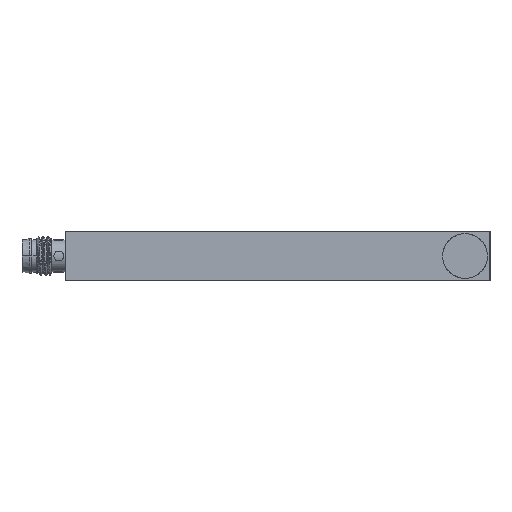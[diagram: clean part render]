
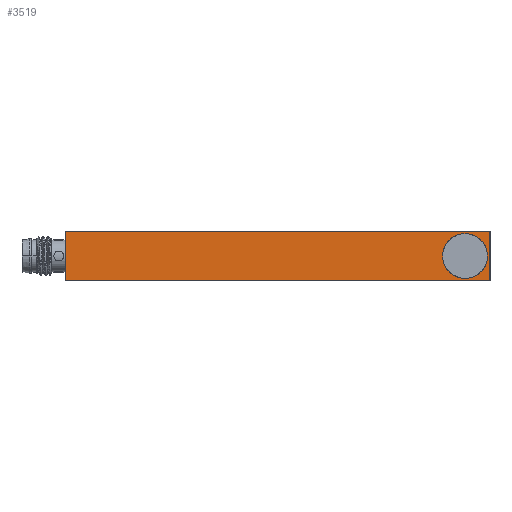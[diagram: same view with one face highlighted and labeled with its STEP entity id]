
A CAD part, left-side view. The second image highlights one B-rep face of the part: STEP entity #3519.
In plain terms, the highlighted planar face has unit normal (-1, 0, 0).
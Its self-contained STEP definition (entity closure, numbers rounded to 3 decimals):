
#3482 = ORIENTED_EDGE ( 'NONE', *, *, #3496, .T. ) ;
#3494 = ORIENTED_EDGE ( 'NONE', *, *, #3522, .F. ) ;
#3496 = EDGE_CURVE ( 'NONE', #3524, #3521, #5283, .T. ) ;
#3497 = VERTEX_POINT ( 'NONE', #5103 ) ;
#3500 = ORIENTED_EDGE ( 'NONE', *, *, #3547, .F. ) ;
#3506 = ORIENTED_EDGE ( 'NONE', *, *, #3549, .T. ) ;
#3507 = EDGE_LOOP ( 'NONE', ( #3506, #3500, #3494, #3482 ) ) ;
#3515 = ORIENTED_EDGE ( 'NONE', *, *, #3526, .F. ) ;
#3519 = ADVANCED_FACE ( 'NONE', ( #5140, #5154 ), #5232, .F. ) ;
#3521 = VERTEX_POINT ( 'NONE', #5074 ) ;
#3522 = EDGE_CURVE ( 'NONE', #3524, #3551, #5323, .T. ) ;
#3523 = ORIENTED_EDGE ( 'NONE', *, *, #3525, .F. ) ;
#3524 = VERTEX_POINT ( 'NONE', #5481 ) ;
#3525 = EDGE_CURVE ( 'NONE', #3543, #3497, #5413, .T. ) ;
#3526 = EDGE_CURVE ( 'NONE', #3497, #3543, #5324, .T. ) ;
#3543 = VERTEX_POINT ( 'NONE', #5332 ) ;
#3547 = EDGE_CURVE ( 'NONE', #3551, #3612, #5466, .T. ) ;
#3549 = EDGE_CURVE ( 'NONE', #3521, #3612, #5435, .T. ) ;
#3551 = VERTEX_POINT ( 'NONE', #5464 ) ;
#3558 = EDGE_LOOP ( 'NONE', ( #3515, #3523 ) ) ;
#3612 = VERTEX_POINT ( 'NONE', #5364 ) ;
#5074 = CARTESIAN_POINT ( 'NONE',  ( -145., -85., 0. ) ) ;
#5075 = DIRECTION ( 'NONE',  ( 0., 0., 1. ) ) ;
#5076 = DIRECTION ( 'NONE',  ( 1., 0., 0. ) ) ;
#5077 = CARTESIAN_POINT ( 'NONE',  ( -145., -85., -10. ) ) ;
#5103 = CARTESIAN_POINT ( 'NONE',  ( -145., -80., -9.5 ) ) ;
#5130 = AXIS2_PLACEMENT_3D ( 'NONE', #5077, #5076, #5075 ) ;
#5140 = FACE_BOUND ( 'NONE', #3558, .T. ) ;
#5154 = FACE_OUTER_BOUND ( 'NONE', #3507, .T. ) ;
#5232 = PLANE ( 'NONE',  #5130 ) ;
#5280 = DIRECTION ( 'NONE',  ( 0., 0., 1. ) ) ;
#5281 = VECTOR ( 'NONE', #5280, 1000. ) ;
#5282 = CARTESIAN_POINT ( 'NONE',  ( -145., -85., -10. ) ) ;
#5283 = LINE ( 'NONE', #5282, #5281 ) ;
#5322 = CARTESIAN_POINT ( 'NONE',  ( -145., -85., -10. ) ) ;
#5323 = LINE ( 'NONE', #5322, #5477 ) ;
#5324 = CIRCLE ( 'NONE', #5475, 4.5 ) ;
#5325 = CARTESIAN_POINT ( 'NONE',  ( -145., -80., -5. ) ) ;
#5327 = DIRECTION ( 'NONE',  ( 0., 0., -1. ) ) ;
#5332 = CARTESIAN_POINT ( 'NONE',  ( -145., -80., -0.5 ) ) ;
#5364 = CARTESIAN_POINT ( 'NONE',  ( -145., 0., 0. ) ) ;
#5401 = DIRECTION ( 'NONE',  ( 0., 0., 1. ) ) ;
#5402 = VECTOR ( 'NONE', #5401, 1000. ) ;
#5410 = DIRECTION ( 'NONE',  ( -1., 0., 0. ) ) ;
#5411 = DIRECTION ( 'NONE',  ( 0., 0., -1. ) ) ;
#5412 = DIRECTION ( 'NONE',  ( -1., 0., 0. ) ) ;
#5413 = CIRCLE ( 'NONE', #5427, 4.5 ) ;
#5427 = AXIS2_PLACEMENT_3D ( 'NONE', #5472, #5412, #5411 ) ;
#5432 = DIRECTION ( 'NONE',  ( 0., 1., 0. ) ) ;
#5433 = VECTOR ( 'NONE', #5432, 1000. ) ;
#5434 = CARTESIAN_POINT ( 'NONE',  ( -145., -85., 0. ) ) ;
#5435 = LINE ( 'NONE', #5434, #5433 ) ;
#5464 = CARTESIAN_POINT ( 'NONE',  ( -145., 0., -10. ) ) ;
#5465 = CARTESIAN_POINT ( 'NONE',  ( -145., 0., -10. ) ) ;
#5466 = LINE ( 'NONE', #5465, #5402 ) ;
#5472 = CARTESIAN_POINT ( 'NONE',  ( -145., -80., -5. ) ) ;
#5475 = AXIS2_PLACEMENT_3D ( 'NONE', #5325, #5410, #5327 ) ;
#5476 = DIRECTION ( 'NONE',  ( 0., 1., 0. ) ) ;
#5477 = VECTOR ( 'NONE', #5476, 1000. ) ;
#5481 = CARTESIAN_POINT ( 'NONE',  ( -145., -85., -10. ) ) ;
